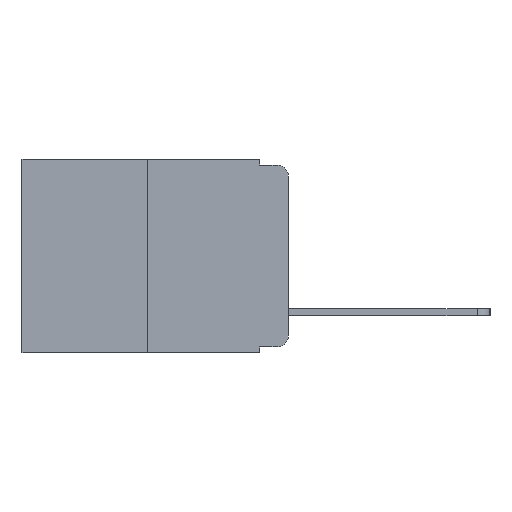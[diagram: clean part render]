
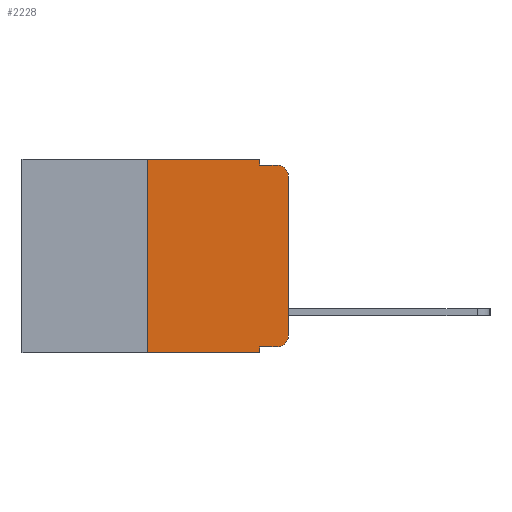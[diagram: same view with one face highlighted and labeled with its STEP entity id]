
A CAD part, left-side view. The second image highlights one B-rep face of the part: STEP entity #2228.
In plain terms, the highlighted planar face has unit normal (-1, 0, 0).
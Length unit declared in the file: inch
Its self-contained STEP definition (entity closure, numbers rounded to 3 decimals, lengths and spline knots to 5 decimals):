
#1 = LINE ( 'NONE', #10372, #4903 ) ;
#105 = ORIENTED_EDGE ( 'NONE', *, *, #10170, .F. ) ;
#138 = DIRECTION ( 'NONE',  ( 0., 0., -1. ) ) ;
#199 = AXIS2_PLACEMENT_3D ( 'NONE', #3889, #10045, #4800 ) ;
#596 = ORIENTED_EDGE ( 'NONE', *, *, #10653, .T. ) ;
#936 = VECTOR ( 'NONE', #7451, 39.37008 ) ;
#952 = LINE ( 'NONE', #4078, #10625 ) ;
#1185 = VERTEX_POINT ( 'NONE', #8174 ) ;
#1232 = ORIENTED_EDGE ( 'NONE', *, *, #11248, .F. ) ;
#1398 = ORIENTED_EDGE ( 'NONE', *, *, #10261, .T. ) ;
#1500 = DIRECTION ( 'NONE',  ( 0., 0., -1. ) ) ;
#1698 = DIRECTION ( 'NONE',  ( 0., -1., 0. ) ) ;
#2021 = VERTEX_POINT ( 'NONE', #10639 ) ;
#2031 = ORIENTED_EDGE ( 'NONE', *, *, #11333, .T. ) ;
#2222 = CARTESIAN_POINT ( 'NONE',  ( 0., 0., -0.313 ) ) ;
#2228 = ADVANCED_FACE ( 'NONE', ( #3777 ), #9877, .F. ) ;
#2381 = CARTESIAN_POINT ( 'NONE',  ( 0., 0., -0.03 ) ) ;
#2754 = DIRECTION ( 'NONE',  ( 0., 0., 1. ) ) ;
#2896 = CIRCLE ( 'NONE', #8903, 0.02 ) ;
#2967 = CARTESIAN_POINT ( 'NONE',  ( 0., 0.051, 0. ) ) ;
#3032 = ORIENTED_EDGE ( 'NONE', *, *, #6758, .T. ) ;
#3083 = VERTEX_POINT ( 'NONE', #2381 ) ;
#3286 = DIRECTION ( 'NONE',  ( 0., -1., 0. ) ) ;
#3498 = CARTESIAN_POINT ( 'NONE',  ( 0., 0.25, -0.343 ) ) ;
#3777 = FACE_OUTER_BOUND ( 'NONE', #4896, .T. ) ;
#3799 = VERTEX_POINT ( 'NONE', #3498 ) ;
#3889 = CARTESIAN_POINT ( 'NONE',  ( 0., 0.02, -0.03 ) ) ;
#4078 = CARTESIAN_POINT ( 'NONE',  ( 0., 0.25, 0. ) ) ;
#4138 = ORIENTED_EDGE ( 'NONE', *, *, #7925, .T. ) ;
#4701 = ORIENTED_EDGE ( 'NONE', *, *, #8485, .F. ) ;
#4782 = VECTOR ( 'NONE', #1500, 39.37008 ) ;
#4800 = DIRECTION ( 'NONE',  ( 0., 0., -1. ) ) ;
#4841 = ORIENTED_EDGE ( 'NONE', *, *, #9052, .F. ) ;
#4896 = EDGE_LOOP ( 'NONE', ( #3032, #4138, #4701, #4841, #10832, #105, #596, #1232, #1398, #2031 ) ) ;
#4903 = VECTOR ( 'NONE', #3286, 39.37008 ) ;
#4904 = CARTESIAN_POINT ( 'NONE',  ( 0., 0.051, -0.01 ) ) ;
#4972 = CARTESIAN_POINT ( 'NONE',  ( 0., 0.051, -0.343 ) ) ;
#5415 = LINE ( 'NONE', #6443, #9750 ) ;
#5973 = DIRECTION ( 'NONE',  ( -1., 0., 0. ) ) ;
#6082 = VERTEX_POINT ( 'NONE', #4904 ) ;
#6160 = VERTEX_POINT ( 'NONE', #9120 ) ;
#6221 = VERTEX_POINT ( 'NONE', #9909 ) ;
#6369 = AXIS2_PLACEMENT_3D ( 'NONE', #9462, #8742, #8738 ) ;
#6370 = CARTESIAN_POINT ( 'NONE',  ( 0., 0., 0. ) ) ;
#6407 = VERTEX_POINT ( 'NONE', #7340 ) ;
#6416 = CIRCLE ( 'NONE', #199, 0.02 ) ;
#6443 = CARTESIAN_POINT ( 'NONE',  ( 0., 0.051, -0.01 ) ) ;
#6758 = EDGE_CURVE ( 'NONE', #9466, #3083, #11290, .T. ) ;
#7075 = LINE ( 'NONE', #8184, #10753 ) ;
#7220 = LINE ( 'NONE', #11299, #4782 ) ;
#7340 = CARTESIAN_POINT ( 'NONE',  ( 0., 0.25, 0. ) ) ;
#7451 = DIRECTION ( 'NONE',  ( 0., -1., 0. ) ) ;
#7716 = DIRECTION ( 'NONE',  ( 0., 0., 1. ) ) ;
#7925 = EDGE_CURVE ( 'NONE', #3083, #6160, #6416, .T. ) ;
#8174 = CARTESIAN_POINT ( 'NONE',  ( 0., 0.02, -0.333 ) ) ;
#8184 = CARTESIAN_POINT ( 'NONE',  ( 0., 0.473, 0. ) ) ;
#8315 = CARTESIAN_POINT ( 'NONE',  ( 0., 0.473, -0.343 ) ) ;
#8387 = LINE ( 'NONE', #8315, #936 ) ;
#8485 = EDGE_CURVE ( 'NONE', #6082, #6160, #5415, .T. ) ;
#8738 = DIRECTION ( 'NONE',  ( 0., 0., -1. ) ) ;
#8742 = DIRECTION ( 'NONE',  ( 1., 0., 0. ) ) ;
#8903 = AXIS2_PLACEMENT_3D ( 'NONE', #11046, #5973, #138 ) ;
#9052 = EDGE_CURVE ( 'NONE', #6221, #6082, #7220, .T. ) ;
#9109 = VECTOR ( 'NONE', #9243, 39.37008 ) ;
#9115 = VECTOR ( 'NONE', #2754, 39.37008 ) ;
#9120 = CARTESIAN_POINT ( 'NONE',  ( 0., 0.02, -0.01 ) ) ;
#9243 = DIRECTION ( 'NONE',  ( 0., 0., -1. ) ) ;
#9358 = LINE ( 'NONE', #2967, #9109 ) ;
#9462 = CARTESIAN_POINT ( 'NONE',  ( 0., 0.473, 0. ) ) ;
#9466 = VERTEX_POINT ( 'NONE', #2222 ) ;
#9750 = VECTOR ( 'NONE', #11451, 39.37008 ) ;
#9823 = EDGE_CURVE ( 'NONE', #6407, #6221, #7075, .T. ) ;
#9877 = PLANE ( 'NONE',  #6369 ) ;
#9909 = CARTESIAN_POINT ( 'NONE',  ( 0., 0.051, 0. ) ) ;
#10045 = DIRECTION ( 'NONE',  ( -1., 0., 0. ) ) ;
#10170 = EDGE_CURVE ( 'NONE', #3799, #6407, #952, .T. ) ;
#10261 = EDGE_CURVE ( 'NONE', #2021, #1185, #1, .T. ) ;
#10372 = CARTESIAN_POINT ( 'NONE',  ( 0., 0.051, -0.333 ) ) ;
#10625 = VECTOR ( 'NONE', #7716, 39.37008 ) ;
#10639 = CARTESIAN_POINT ( 'NONE',  ( 0., 0.051, -0.333 ) ) ;
#10653 = EDGE_CURVE ( 'NONE', #3799, #11318, #8387, .T. ) ;
#10753 = VECTOR ( 'NONE', #1698, 39.37008 ) ;
#10832 = ORIENTED_EDGE ( 'NONE', *, *, #9823, .F. ) ;
#11046 = CARTESIAN_POINT ( 'NONE',  ( 0., 0.02, -0.313 ) ) ;
#11248 = EDGE_CURVE ( 'NONE', #2021, #11318, #9358, .T. ) ;
#11290 = LINE ( 'NONE', #6370, #9115 ) ;
#11299 = CARTESIAN_POINT ( 'NONE',  ( 0., 0.051, 0. ) ) ;
#11318 = VERTEX_POINT ( 'NONE', #4972 ) ;
#11333 = EDGE_CURVE ( 'NONE', #1185, #9466, #2896, .T. ) ;
#11451 = DIRECTION ( 'NONE',  ( 0., -1., 0. ) ) ;
